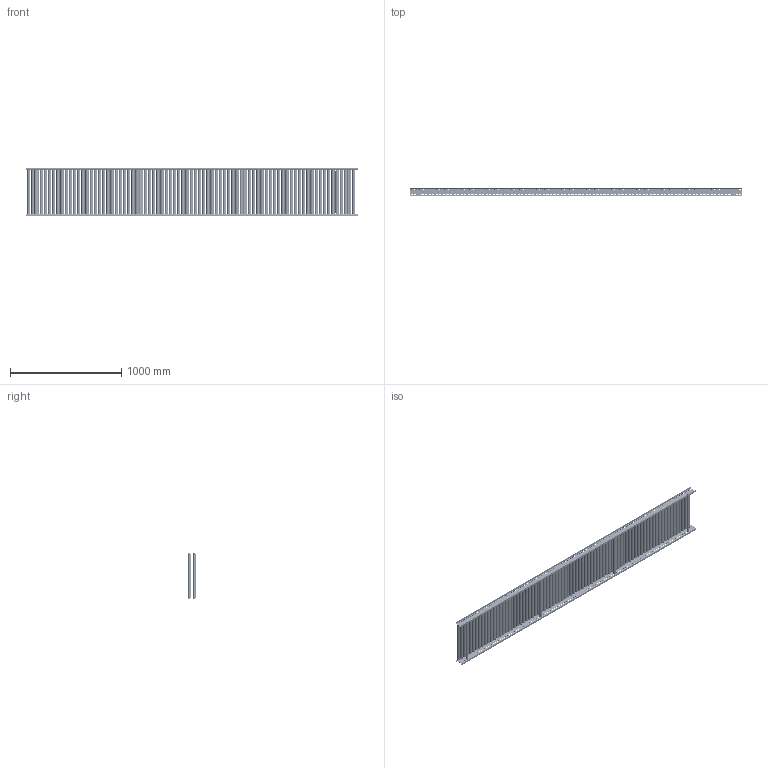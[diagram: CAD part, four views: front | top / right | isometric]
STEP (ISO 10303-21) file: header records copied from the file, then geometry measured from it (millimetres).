
FILE_DESCRIPTION (( 'STEP AP214' ), '1' );
FILE_NAME ('0051478.step', '2021-10-26T13:41:26', ( '' ), ( '' ), 'SwSTEP 2.0', 'SolidWorks 2020', '' );
FILE_SCHEMA (( 'AUTOMOTIVE_DESIGN' ));
Length unit declared in the file: millimetre
Products named in the file (10): 0042503_Typ-KUT50-30x1,5-A8; Profil_KRB-20x70x20x2_KFG_S109079_U-PROFIL-20-70-20-2-KRB-�30-L=2987,5; KUT50-30x1,5-STI-A8-FA_KFG_S100905_KUT50-30x1,5-STI-A8-FA-EL=400; Traversen_KFG_L400; 0051478; 0024176_Passscheibe_DIN988_8x14x1; S100994_Sperrzahnschraube_M08x16-8.8-A2K; 0040250_DRUCK-FEDER-8mm; 0039778-Achse-ST-Ø08-KFG_AL420-G-FA; 0039768_Tragrollenrohr-Ø30x1,5STI_KFG_0039768_L=380
Assembly tree (101 placements, depth 3):
  0051478
    Profil_KRB-20x70x20x2_KFG_S109079_U-PROFIL-20-70-20-2-KRB-�30-L=2987,5  x2
    KUT50-30x1,5-STI-A8-FA_KFG_S100905_KUT50-30x1,5-STI-A8-FA-EL=400  x79
      0039778-Achse-ST-Ø08-KFG_AL420-G-FA
      0042503_Typ-KUT50-30x1,5-A8
      0039768_Tragrollenrohr-Ø30x1,5STI_KFG_0039768_L=380
      0040250_DRUCK-FEDER-8mm
      0024176_Passscheibe_DIN988_8x14x1
    Traversen_KFG_L400  x4
    S100994_Sperrzahnschraube_M08x16-8.8-A2K  x8
Bounding box: 2987.5 x 72.97 x 440 mm (x, y, z)
Volume: 7170551.6 mm3; surface area: 8816443.2 mm2
Topology: 496 solids, 812 shells, 20898 faces, 55780 edges, 35432 vertices
Faces by surface type: cylinder 8320, plane 6524, torus 3192, cone 2704, bspline 158
Entity records: 47832 total; most frequent: CARTESIAN_POINT 10483, DIRECTION 8135, ORIENTED_EDGE 6813, AXIS2_PLACEMENT_3D 3470, EDGE_CURVE 3431, VERTEX_POINT 2262, CIRCLE 2176, EDGE_LOOP 2163
